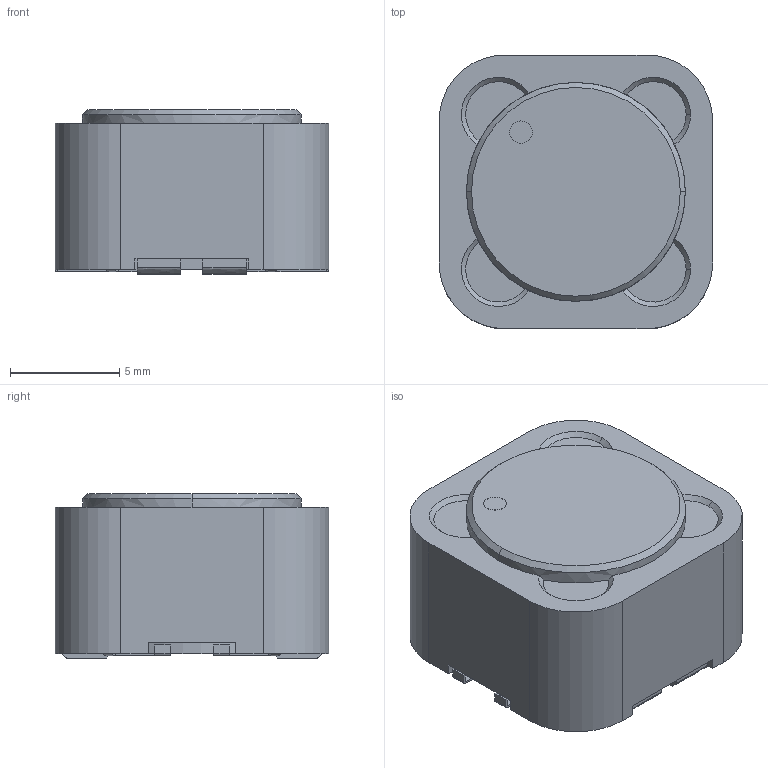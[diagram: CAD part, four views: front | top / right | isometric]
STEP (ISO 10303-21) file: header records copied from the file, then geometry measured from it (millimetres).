
FILE_DESCRIPTION (( 'STEP AP214' ), '1' );
FILE_NAME ('IND-SMD_4P-L12.5-W12.5-H6.0_PF055X.XXXNL.step', '2022-07-08T23:13:11', ( '' ), ( '' ), 'SwSTEP 2.0', 'SolidWorks 2020', '' );
FILE_SCHEMA (( 'AUTOMOTIVE_DESIGN' ));
Length unit declared in the file: millimetre
Products named in the file (1): IND-SMD_4P-L12.5-W12.5-H6.0_PF055X.XXXNL
Bounding box: 12.51 x 12.5 x 7.5 mm (x, y, z)
Volume: 988.5 mm3; surface area: 889.3 mm2
Topology: 5 solids, 5 shells, 477 faces, 1239 edges, 804 vertices
Faces by surface type: plane 311, bspline 120, cylinder 38, cone 8
Entity records: 20884 total; most frequent: CARTESIAN_POINT 4875, ORIENTED_EDGE 2478, DIRECTION 1785, EDGE_CURVE 1239, VECTOR 873, LINE 873, VERTEX_POINT 804, EDGE_LOOP 509
